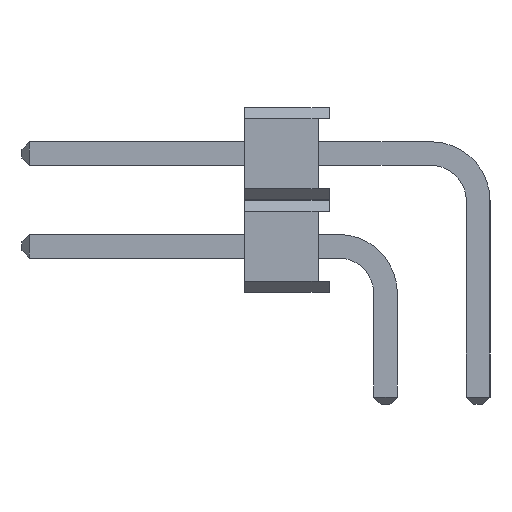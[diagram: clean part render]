
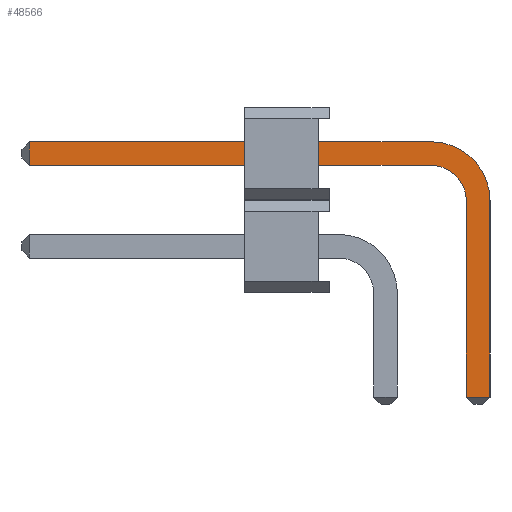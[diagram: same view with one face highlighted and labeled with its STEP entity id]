
A CAD part, left-side view. The second image highlights one B-rep face of the part: STEP entity #48566.
In plain terms, the highlighted planar face has unit normal (-1, 0, 0).
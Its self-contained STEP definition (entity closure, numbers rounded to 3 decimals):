
#705=CIRCLE('',#51759,0.95);
#706=CIRCLE('',#51760,1.59);
#1126=FACE_OUTER_BOUND('',#4118,.T.);
#4118=EDGE_LOOP('',(#32157,#32158,#32159,#32160,#32161,#32162,#32163,#32164));
#7371=LINE('',#68711,#14003);
#7379=LINE('',#68728,#14011);
#7382=LINE('',#68733,#14014);
#7383=LINE('',#68738,#14015);
#7384=LINE('',#68740,#14016);
#7385=LINE('',#68742,#14017);
#14003=VECTOR('',#55392,1000.);
#14011=VECTOR('',#55408,1000.);
#14014=VECTOR('',#55413,10.);
#14015=VECTOR('',#55418,1000.);
#14016=VECTOR('',#55419,10.);
#14017=VECTOR('',#55420,1000.);
#20561=VERTEX_POINT('',#68698);
#20566=VERTEX_POINT('',#68709);
#20570=VERTEX_POINT('',#68723);
#20571=VERTEX_POINT('',#68727);
#20573=VERTEX_POINT('',#68735);
#20574=VERTEX_POINT('',#68737);
#20575=VERTEX_POINT('',#68739);
#20576=VERTEX_POINT('',#68741);
#24959=EDGE_CURVE('',#20561,#20566,#7371,.T.);
#24967=EDGE_CURVE('',#20570,#20571,#7379,.T.);
#24970=EDGE_CURVE('',#20561,#20570,#7382,.T.);
#24971=EDGE_CURVE('',#20566,#20573,#705,.T.);
#24972=EDGE_CURVE('',#20573,#20574,#7383,.T.);
#24973=EDGE_CURVE('',#20575,#20574,#7384,.T.);
#24974=EDGE_CURVE('',#20576,#20575,#7385,.T.);
#24975=EDGE_CURVE('',#20571,#20576,#706,.T.);
#32157=ORIENTED_EDGE('',*,*,#24970,.F.);
#32158=ORIENTED_EDGE('',*,*,#24959,.T.);
#32159=ORIENTED_EDGE('',*,*,#24971,.T.);
#32160=ORIENTED_EDGE('',*,*,#24972,.T.);
#32161=ORIENTED_EDGE('',*,*,#24973,.F.);
#32162=ORIENTED_EDGE('',*,*,#24974,.F.);
#32163=ORIENTED_EDGE('',*,*,#24975,.F.);
#32164=ORIENTED_EDGE('',*,*,#24967,.F.);
#45740=PLANE('',#51758);
#48566=ADVANCED_FACE('',(#1126),#45740,.F.);
#51758=AXIS2_PLACEMENT_3D('',#68734,#55414,#55415);
#51759=AXIS2_PLACEMENT_3D('',#68736,#55416,#55417);
#51760=AXIS2_PLACEMENT_3D('',#68743,#55421,#55422);
#55392=DIRECTION('',(0.,-1.,0.));
#55408=DIRECTION('',(0.,-1.,0.));
#55413=DIRECTION('',(0.,0.,1.));
#55414=DIRECTION('center_axis',(1.,0.,0.));
#55415=DIRECTION('ref_axis',(0.,0.,-1.));
#55416=DIRECTION('center_axis',(1.,0.,0.));
#55417=DIRECTION('ref_axis',(0.,0.,1.));
#55418=DIRECTION('',(0.,0.,-1.));
#55419=DIRECTION('',(0.,1.,0.));
#55420=DIRECTION('',(0.,0.,-1.));
#55421=DIRECTION('center_axis',(1.,0.,0.));
#55422=DIRECTION('ref_axis',(0.,0.,1.));
#68698=CARTESIAN_POINT('',(-0.32,9.61,3.45));
#68709=CARTESIAN_POINT('',(-0.32,-1.23,3.45));
#68711=CARTESIAN_POINT('',(-0.32,-1.23,3.45));
#68723=CARTESIAN_POINT('',(-0.32,9.61,4.09));
#68727=CARTESIAN_POINT('',(-0.32,-1.23,4.09));
#68728=CARTESIAN_POINT('',(-0.32,-1.23,4.09));
#68733=CARTESIAN_POINT('',(-0.32,9.61,3.77));
#68734=CARTESIAN_POINT('Origin',(-0.32,-1.23,4.09));
#68735=CARTESIAN_POINT('',(-0.32,-2.18,2.5));
#68736=CARTESIAN_POINT('Origin',(-0.32,-1.23,2.5));
#68737=CARTESIAN_POINT('',(-0.32,-2.18,-2.8));
#68738=CARTESIAN_POINT('',(-0.32,-2.18,-0.5));
#68739=CARTESIAN_POINT('',(-0.32,-2.82,-2.8));
#68740=CARTESIAN_POINT('',(-0.32,-1.996,-2.8));
#68741=CARTESIAN_POINT('',(-0.32,-2.82,2.5));
#68742=CARTESIAN_POINT('',(-0.32,-2.82,-0.5));
#68743=CARTESIAN_POINT('Origin',(-0.32,-1.23,2.5));
